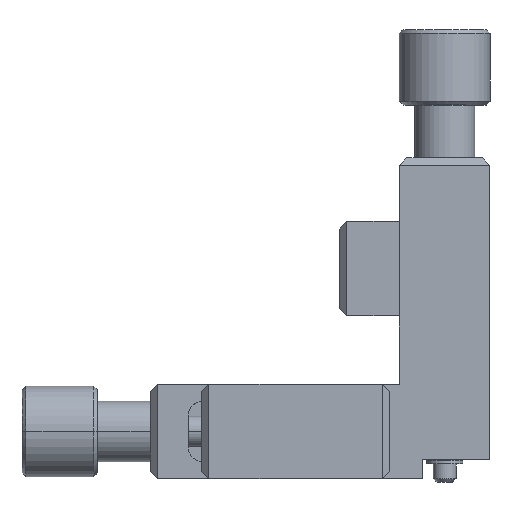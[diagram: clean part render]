
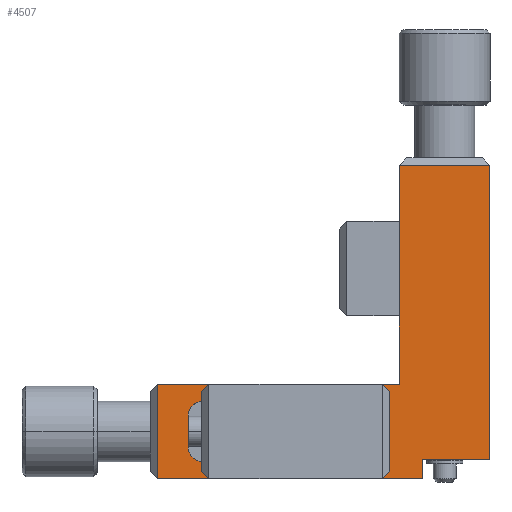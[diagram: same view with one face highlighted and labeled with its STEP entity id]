
A CAD part, top view. The second image highlights one B-rep face of the part: STEP entity #4507.
In plain terms, the highlighted planar face has unit normal (0, 0, 1).
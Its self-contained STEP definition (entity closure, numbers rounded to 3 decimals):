
#3 = CIRCLE ( 'NONE', #4639, 2. ) ;
#43 = VERTEX_POINT ( 'NONE', #3421 ) ;
#81 = VERTEX_POINT ( 'NONE', #4334 ) ;
#92 = CARTESIAN_POINT ( 'NONE',  ( 7., 8.25, 7.5 ) ) ;
#109 = LINE ( 'NONE', #4518, #3015 ) ;
#161 = ORIENTED_EDGE ( 'NONE', *, *, #1639, .T. ) ;
#263 = VERTEX_POINT ( 'NONE', #2415 ) ;
#264 = CARTESIAN_POINT ( 'NONE',  ( 1., 0., 7.5 ) ) ;
#275 = VECTOR ( 'NONE', #1989, 1000. ) ;
#278 = VECTOR ( 'NONE', #662, 1000. ) ;
#285 = CARTESIAN_POINT ( 'NONE',  ( 5., 8.25, 7.5 ) ) ;
#382 = LINE ( 'NONE', #1366, #3473 ) ;
#442 = PLANE ( 'NONE',  #3709 ) ;
#517 = LINE ( 'NONE', #5271, #2281 ) ;
#572 = ORIENTED_EDGE ( 'NONE', *, *, #3188, .F. ) ;
#662 = DIRECTION ( 'NONE',  ( 0., 1., 0. ) ) ;
#755 = EDGE_CURVE ( 'NONE', #2965, #2550, #1787, .T. ) ;
#766 = DIRECTION ( 'NONE',  ( 0., 1., 0. ) ) ;
#956 = VERTEX_POINT ( 'NONE', #1713 ) ;
#976 = CARTESIAN_POINT ( 'NONE',  ( 28., 10.25, 7.5 ) ) ;
#1006 = CARTESIAN_POINT ( 'NONE',  ( 5., 4.25, 7.5 ) ) ;
#1019 = CARTESIAN_POINT ( 'NONE',  ( 36., 2.5, 7.5 ) ) ;
#1039 = VECTOR ( 'NONE', #4405, 1000. ) ;
#1125 = ORIENTED_EDGE ( 'NONE', *, *, #5642, .T. ) ;
#1163 = DIRECTION ( 'NONE',  ( 0., 0., -1. ) ) ;
#1196 = AXIS2_PLACEMENT_3D ( 'NONE', #1390, #4293, #3844 ) ;
#1210 = CIRCLE ( 'NONE', #2201, 2. ) ;
#1228 = VERTEX_POINT ( 'NONE', #5445 ) ;
#1253 = CARTESIAN_POINT ( 'NONE',  ( 45., 2.5, 7.5 ) ) ;
#1308 = VERTEX_POINT ( 'NONE', #1006 ) ;
#1344 = FACE_BOUND ( 'NONE', #1569, .T. ) ;
#1366 = CARTESIAN_POINT ( 'NONE',  ( 5., 2.25, 7.5 ) ) ;
#1370 = VERTEX_POINT ( 'NONE', #1253 ) ;
#1390 = CARTESIAN_POINT ( 'NONE',  ( 28., 8.25, 7.5 ) ) ;
#1428 = LINE ( 'NONE', #5520, #275 ) ;
#1451 = DIRECTION ( 'NONE',  ( -1., 0., 0. ) ) ;
#1458 = DIRECTION ( 'NONE',  ( 1., 0., 0. ) ) ;
#1462 = ORIENTED_EDGE ( 'NONE', *, *, #5466, .F. ) ;
#1477 = DIRECTION ( 'NONE',  ( 0., 0., -1. ) ) ;
#1566 = LINE ( 'NONE', #2023, #4022 ) ;
#1569 = EDGE_LOOP ( 'NONE', ( #2258, #1620, #4892, #3024, #572, #3038, #1462, #3927 ) ) ;
#1620 = ORIENTED_EDGE ( 'NONE', *, *, #2060, .T. ) ;
#1639 = EDGE_CURVE ( 'NONE', #43, #2965, #1428, .T. ) ;
#1674 = DIRECTION ( 'NONE',  ( 0., -1., 0. ) ) ;
#1713 = CARTESIAN_POINT ( 'NONE',  ( 30., 8.25, 7.5 ) ) ;
#1726 = ORIENTED_EDGE ( 'NONE', *, *, #4081, .F. ) ;
#1765 = VECTOR ( 'NONE', #4060, 1000. ) ;
#1782 = DIRECTION ( 'NONE',  ( 1., 0., 0. ) ) ;
#1787 = LINE ( 'NONE', #2675, #1039 ) ;
#1855 = DIRECTION ( 'NONE',  ( 0., 0., -1. ) ) ;
#1866 = CIRCLE ( 'NONE', #2574, 2. ) ;
#1883 = CARTESIAN_POINT ( 'NONE',  ( 28., 2.25, 7.5 ) ) ;
#1911 = VERTEX_POINT ( 'NONE', #1019 ) ;
#1914 = LINE ( 'NONE', #5329, #1953 ) ;
#1953 = VECTOR ( 'NONE', #1458, 1000. ) ;
#1989 = DIRECTION ( 'NONE',  ( 0., -1., 0. ) ) ;
#2023 = CARTESIAN_POINT ( 'NONE',  ( 0., 41.5, 7.5 ) ) ;
#2043 = EDGE_CURVE ( 'NONE', #81, #4644, #3, .T. ) ;
#2060 = EDGE_CURVE ( 'NONE', #263, #1308, #1210, .T. ) ;
#2131 = ORIENTED_EDGE ( 'NONE', *, *, #3843, .F. ) ;
#2201 = AXIS2_PLACEMENT_3D ( 'NONE', #4581, #1163, #2870 ) ;
#2258 = ORIENTED_EDGE ( 'NONE', *, *, #5576, .F. ) ;
#2275 = CARTESIAN_POINT ( 'NONE',  ( 0., 0., 7.5 ) ) ;
#2281 = VECTOR ( 'NONE', #1782, 1000. ) ;
#2348 = DIRECTION ( 'NONE',  ( -1., 0., 0. ) ) ;
#2390 = CARTESIAN_POINT ( 'NONE',  ( 33., 12.5, 7.5 ) ) ;
#2400 = ORIENTED_EDGE ( 'NONE', *, *, #755, .T. ) ;
#2410 = LINE ( 'NONE', #2963, #3815 ) ;
#2415 = CARTESIAN_POINT ( 'NONE',  ( 7., 2.25, 7.5 ) ) ;
#2550 = VERTEX_POINT ( 'NONE', #3225 ) ;
#2574 = AXIS2_PLACEMENT_3D ( 'NONE', #92, #1855, #1451 ) ;
#2603 = DIRECTION ( 'NONE',  ( 0., -1., 0. ) ) ;
#2633 = DIRECTION ( 'NONE',  ( 0., 0., -1. ) ) ;
#2662 = DIRECTION ( 'NONE',  ( -1., 0., 0. ) ) ;
#2675 = CARTESIAN_POINT ( 'NONE',  ( 0., 0., 7.5 ) ) ;
#2805 = CIRCLE ( 'NONE', #1196, 2. ) ;
#2870 = DIRECTION ( 'NONE',  ( -1., 0., 0. ) ) ;
#2963 = CARTESIAN_POINT ( 'NONE',  ( 33., 42.5, 7.5 ) ) ;
#2965 = VERTEX_POINT ( 'NONE', #264 ) ;
#3015 = VECTOR ( 'NONE', #4904, 1000. ) ;
#3023 = ORIENTED_EDGE ( 'NONE', *, *, #3314, .T. ) ;
#3024 = ORIENTED_EDGE ( 'NONE', *, *, #3670, .T. ) ;
#3038 = ORIENTED_EDGE ( 'NONE', *, *, #4912, .T. ) ;
#3059 = FACE_OUTER_BOUND ( 'NONE', #3576, .T. ) ;
#3188 = EDGE_CURVE ( 'NONE', #3624, #1228, #5444, .T. ) ;
#3219 = EDGE_CURVE ( 'NONE', #1911, #1370, #1914, .T. ) ;
#3225 = CARTESIAN_POINT ( 'NONE',  ( 36., 0., 7.5 ) ) ;
#3237 = CARTESIAN_POINT ( 'NONE',  ( 5., 2.25, 7.5 ) ) ;
#3314 = EDGE_CURVE ( 'NONE', #4831, #4914, #1566, .T. ) ;
#3421 = CARTESIAN_POINT ( 'NONE',  ( 1., 12.5, 7.5 ) ) ;
#3435 = EDGE_CURVE ( 'NONE', #3781, #1308, #382, .T. ) ;
#3473 = VECTOR ( 'NONE', #2603, 1000. ) ;
#3475 = LINE ( 'NONE', #3895, #5230 ) ;
#3511 = ORIENTED_EDGE ( 'NONE', *, *, #4823, .F. ) ;
#3576 = EDGE_LOOP ( 'NONE', ( #1125, #3023, #3511, #1726, #161, #2400, #2131, #3793 ) ) ;
#3624 = VERTEX_POINT ( 'NONE', #976 ) ;
#3670 = EDGE_CURVE ( 'NONE', #3781, #1228, #1866, .T. ) ;
#3709 = AXIS2_PLACEMENT_3D ( 'NONE', #2275, #2633, #2662 ) ;
#3753 = LINE ( 'NONE', #3237, #5304 ) ;
#3779 = CARTESIAN_POINT ( 'NONE',  ( 45., 0., 7.5 ) ) ;
#3781 = VERTEX_POINT ( 'NONE', #285 ) ;
#3793 = ORIENTED_EDGE ( 'NONE', *, *, #3219, .T. ) ;
#3815 = VECTOR ( 'NONE', #766, 1000. ) ;
#3843 = EDGE_CURVE ( 'NONE', #1911, #2550, #3475, .T. ) ;
#3844 = DIRECTION ( 'NONE',  ( -1., 0., 0. ) ) ;
#3895 = CARTESIAN_POINT ( 'NONE',  ( 36., 59.993, 7.5 ) ) ;
#3927 = ORIENTED_EDGE ( 'NONE', *, *, #2043, .T. ) ;
#4022 = VECTOR ( 'NONE', #5061, 1000. ) ;
#4060 = DIRECTION ( 'NONE',  ( -1., 0., 0. ) ) ;
#4081 = EDGE_CURVE ( 'NONE', #43, #4361, #517, .T. ) ;
#4083 = CARTESIAN_POINT ( 'NONE',  ( 5., 10.25, 7.5 ) ) ;
#4143 = DIRECTION ( 'NONE',  ( 1., 0., 0. ) ) ;
#4205 = LINE ( 'NONE', #3779, #278 ) ;
#4216 = CARTESIAN_POINT ( 'NONE',  ( 45., 41.5, 7.5 ) ) ;
#4293 = DIRECTION ( 'NONE',  ( 0., 0., -1. ) ) ;
#4334 = CARTESIAN_POINT ( 'NONE',  ( 30., 4.25, 7.5 ) ) ;
#4361 = VERTEX_POINT ( 'NONE', #2390 ) ;
#4405 = DIRECTION ( 'NONE',  ( 1., 0., 0. ) ) ;
#4507 = ADVANCED_FACE ( 'NONE', ( #1344, #3059 ), #442, .F. ) ;
#4518 = CARTESIAN_POINT ( 'NONE',  ( 30., 2.25, 7.5 ) ) ;
#4581 = CARTESIAN_POINT ( 'NONE',  ( 7., 4.25, 7.5 ) ) ;
#4639 = AXIS2_PLACEMENT_3D ( 'NONE', #5372, #1477, #2348 ) ;
#4644 = VERTEX_POINT ( 'NONE', #1883 ) ;
#4823 = EDGE_CURVE ( 'NONE', #4361, #4914, #2410, .T. ) ;
#4831 = VERTEX_POINT ( 'NONE', #4216 ) ;
#4892 = ORIENTED_EDGE ( 'NONE', *, *, #3435, .F. ) ;
#4904 = DIRECTION ( 'NONE',  ( 0., 1., 0. ) ) ;
#4912 = EDGE_CURVE ( 'NONE', #3624, #956, #2805, .T. ) ;
#4914 = VERTEX_POINT ( 'NONE', #5603 ) ;
#5061 = DIRECTION ( 'NONE',  ( -1., 0., 0. ) ) ;
#5230 = VECTOR ( 'NONE', #1674, 1000. ) ;
#5271 = CARTESIAN_POINT ( 'NONE',  ( 0., 12.5, 7.5 ) ) ;
#5304 = VECTOR ( 'NONE', #4143, 1000. ) ;
#5329 = CARTESIAN_POINT ( 'NONE',  ( 45., 2.5, 7.5 ) ) ;
#5372 = CARTESIAN_POINT ( 'NONE',  ( 28., 4.25, 7.5 ) ) ;
#5444 = LINE ( 'NONE', #4083, #1765 ) ;
#5445 = CARTESIAN_POINT ( 'NONE',  ( 7., 10.25, 7.5 ) ) ;
#5466 = EDGE_CURVE ( 'NONE', #81, #956, #109, .T. ) ;
#5520 = CARTESIAN_POINT ( 'NONE',  ( 1., 0., 7.5 ) ) ;
#5576 = EDGE_CURVE ( 'NONE', #263, #4644, #3753, .T. ) ;
#5603 = CARTESIAN_POINT ( 'NONE',  ( 33., 41.5, 7.5 ) ) ;
#5642 = EDGE_CURVE ( 'NONE', #1370, #4831, #4205, .T. ) ;
